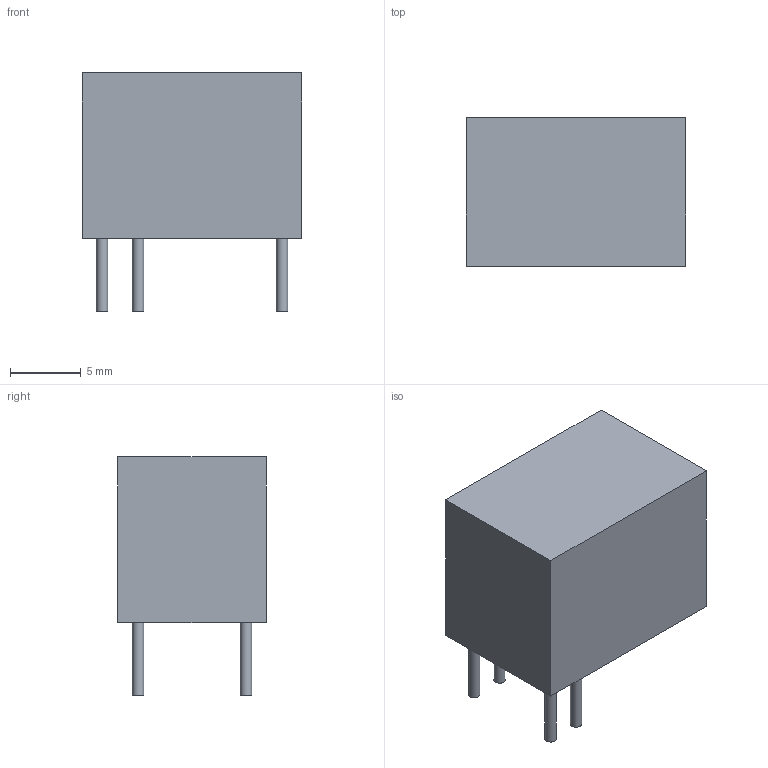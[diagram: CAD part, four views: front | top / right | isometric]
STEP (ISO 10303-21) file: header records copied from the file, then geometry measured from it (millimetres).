
FILE_DESCRIPTION(('FreeCAD Model'),'2;1');
FILE_NAME('18674159.1.7.stp','2023-09-28T05:24:18',( 'Author'),(''),'Open CASCADE STEP processor 6.9','FreeCAD','Unknown' );
FILE_SCHEMA(('AUTOMOTIVE_DESIGN { 1 0 10303 214 1 1 1 1 }'));
Length unit declared in the file: millimetre
Products named in the file (3): ASSEMBLY; Body; Leads
Assembly tree (2 placements, depth 2):
  ASSEMBLY
    Body
    Leads
Bounding box: 15.5 x 10.5 x 16.8 mm (x, y, z)
Volume: 1917 mm3; surface area: 1003 mm2
Topology: 6 solids, 6 shells, 21 faces, 27 edges, 18 vertices
Faces by surface type: plane 16, cylinder 5
Full cylindrical faces by diameter (mm): 0.8 x5
Entity records: 876 total; most frequent: DIRECTION 139, CARTESIAN_POINT 123, LINE 61, VECTOR 61, ORIENTED_EDGE 54, PCURVE 54, DEFINITIONAL_REPRESENTATION 54, AXIS2_PLACEMENT_3D 34
